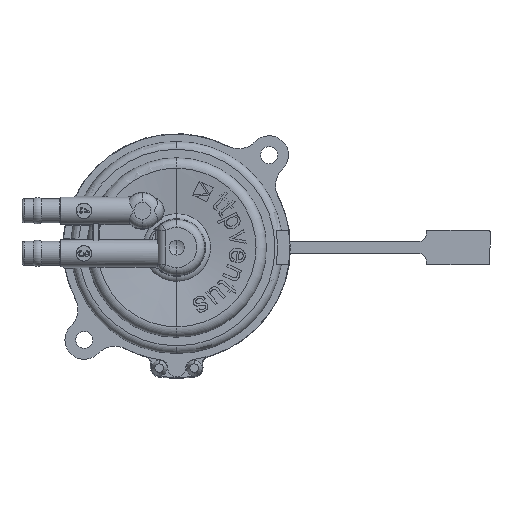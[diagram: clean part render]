
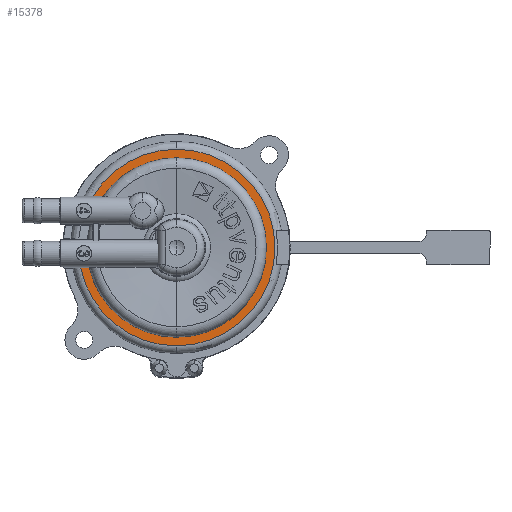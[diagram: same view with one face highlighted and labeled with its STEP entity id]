
A CAD part, front view. The second image highlights one B-rep face of the part: STEP entity #15378.
In plain terms, the highlighted planar face has unit normal (0, -1, 0).
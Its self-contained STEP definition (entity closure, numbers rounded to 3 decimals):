
#298 = CARTESIAN_POINT ( 'NONE',  ( 0., -0.35, 0. ) ) ;
#404 = EDGE_CURVE ( 'NONE', #9396, #5783, #976, .T. ) ;
#469 = CARTESIAN_POINT ( 'NONE',  ( -11.304, -0.35, -2.604 ) ) ;
#471 = VECTOR ( 'NONE', #13568, 1000. ) ;
#517 = CARTESIAN_POINT ( 'NONE',  ( -3.437, -0.35, 6.601 ) ) ;
#623 = DIRECTION ( 'NONE',  ( 0., 1., 0. ) ) ;
#976 = CIRCLE ( 'NONE', #12726, 11.6 ) ;
#1541 = CARTESIAN_POINT ( 'NONE',  ( 12.705, -0.35, 0. ) ) ;
#2864 = CARTESIAN_POINT ( 'NONE',  ( -9.539, -0.35, 6.601 ) ) ;
#2960 = VERTEX_POINT ( 'NONE', #12689 ) ;
#3116 = ORIENTED_EDGE ( 'NONE', *, *, #14441, .F. ) ;
#3164 = CARTESIAN_POINT ( 'NONE',  ( 0., -0.35, 11.6 ) ) ;
#3276 = DIRECTION ( 'NONE',  ( 0., 0., 1. ) ) ;
#3320 = CARTESIAN_POINT ( 'NONE',  ( 0., -0.35, -11.6 ) ) ;
#3478 = CARTESIAN_POINT ( 'NONE',  ( 0., -0.35, 0. ) ) ;
#3607 = AXIS2_PLACEMENT_3D ( 'NONE', #1541, #6051, #9106 ) ;
#4503 = ORIENTED_EDGE ( 'NONE', *, *, #13926, .F. ) ;
#4830 = CARTESIAN_POINT ( 'NONE',  ( 0., -0.35, 12.705 ) ) ;
#5444 = ORIENTED_EDGE ( 'NONE', *, *, #6721, .T. ) ;
#5783 = VERTEX_POINT ( 'NONE', #469 ) ;
#6051 = DIRECTION ( 'NONE',  ( 0., 1., 0. ) ) ;
#6055 = CARTESIAN_POINT ( 'NONE',  ( 500000., -0.35, -2.604 ) ) ;
#6285 = VERTEX_POINT ( 'NONE', #4830 ) ;
#6445 = VERTEX_POINT ( 'NONE', #2864 ) ;
#6500 = ORIENTED_EDGE ( 'NONE', *, *, #16307, .T. ) ;
#6721 = EDGE_CURVE ( 'NONE', #14374, #9396, #7328, .T. ) ;
#7328 = CIRCLE ( 'NONE', #7533, 11.6 ) ;
#7363 = DIRECTION ( 'NONE',  ( 0., 1., 0. ) ) ;
#7533 = AXIS2_PLACEMENT_3D ( 'NONE', #16055, #13077, #14781 ) ;
#8224 = ORIENTED_EDGE ( 'NONE', *, *, #10243, .F. ) ;
#8685 = CARTESIAN_POINT ( 'NONE',  ( -12.435, -0.35, -2.604 ) ) ;
#8762 = AXIS2_PLACEMENT_3D ( 'NONE', #16693, #623, #15168 ) ;
#9033 = EDGE_CURVE ( 'NONE', #11881, #12072, #9602, .T. ) ;
#9042 = CIRCLE ( 'NONE', #8762, 12.705 ) ;
#9104 = CARTESIAN_POINT ( 'NONE',  ( 0., -0.35, 0. ) ) ;
#9106 = DIRECTION ( 'NONE',  ( 0., 0., 1. ) ) ;
#9396 = VERTEX_POINT ( 'NONE', #3320 ) ;
#9602 = CIRCLE ( 'NONE', #10233, 12.705 ) ;
#10144 = LINE ( 'NONE', #6055, #471 ) ;
#10233 = AXIS2_PLACEMENT_3D ( 'NONE', #298, #16123, #3276 ) ;
#10243 = EDGE_CURVE ( 'NONE', #6285, #11881, #16632, .T. ) ;
#10477 = AXIS2_PLACEMENT_3D ( 'NONE', #9104, #18066, #15027 ) ;
#11582 = VECTOR ( 'NONE', #15127, 1000. ) ;
#11692 = AXIS2_PLACEMENT_3D ( 'NONE', #17369, #7363, #15893 ) ;
#11881 = VERTEX_POINT ( 'NONE', #12431 ) ;
#11967 = PLANE ( 'NONE',  #3607 ) ;
#12072 = VERTEX_POINT ( 'NONE', #8685 ) ;
#12431 = CARTESIAN_POINT ( 'NONE',  ( 0., -0.35, -12.705 ) ) ;
#12689 = CARTESIAN_POINT ( 'NONE',  ( -10.856, -0.35, 6.601 ) ) ;
#12726 = AXIS2_PLACEMENT_3D ( 'NONE', #3478, #16323, #16509 ) ;
#12895 = ORIENTED_EDGE ( 'NONE', *, *, #9033, .F. ) ;
#13077 = DIRECTION ( 'NONE',  ( 0., 1., 0. ) ) ;
#13568 = DIRECTION ( 'NONE',  ( -1., 0., 0. ) ) ;
#13811 = FACE_OUTER_BOUND ( 'NONE', #17418, .T. ) ;
#13894 = ORIENTED_EDGE ( 'NONE', *, *, #14178, .T. ) ;
#13926 = EDGE_CURVE ( 'NONE', #6445, #2960, #15669, .T. ) ;
#14178 = EDGE_CURVE ( 'NONE', #6445, #14374, #14549, .T. ) ;
#14374 = VERTEX_POINT ( 'NONE', #3164 ) ;
#14441 = EDGE_CURVE ( 'NONE', #2960, #6285, #9042, .T. ) ;
#14549 = CIRCLE ( 'NONE', #11692, 11.6 ) ;
#14781 = DIRECTION ( 'NONE',  ( 0., 0., 1. ) ) ;
#15027 = DIRECTION ( 'NONE',  ( 0., 0., 1. ) ) ;
#15127 = DIRECTION ( 'NONE',  ( -1., 0., 0. ) ) ;
#15168 = DIRECTION ( 'NONE',  ( 0., 0., 1. ) ) ;
#15378 = ADVANCED_FACE ( 'NONE', ( #13811 ), #11967, .F. ) ;
#15669 = LINE ( 'NONE', #517, #11582 ) ;
#15893 = DIRECTION ( 'NONE',  ( 0., 0., 1. ) ) ;
#16055 = CARTESIAN_POINT ( 'NONE',  ( 0., -0.35, 0. ) ) ;
#16123 = DIRECTION ( 'NONE',  ( 0., 1., 0. ) ) ;
#16307 = EDGE_CURVE ( 'NONE', #5783, #12072, #10144, .T. ) ;
#16323 = DIRECTION ( 'NONE',  ( 0., 1., 0. ) ) ;
#16509 = DIRECTION ( 'NONE',  ( 0., 0., 1. ) ) ;
#16632 = CIRCLE ( 'NONE', #10477, 12.705 ) ;
#16693 = CARTESIAN_POINT ( 'NONE',  ( 0., -0.35, 0. ) ) ;
#17369 = CARTESIAN_POINT ( 'NONE',  ( 0., -0.35, 0. ) ) ;
#17418 = EDGE_LOOP ( 'NONE', ( #6500, #12895, #8224, #3116, #4503, #13894, #5444, #18027 ) ) ;
#18027 = ORIENTED_EDGE ( 'NONE', *, *, #404, .T. ) ;
#18066 = DIRECTION ( 'NONE',  ( 0., 1., 0. ) ) ;
